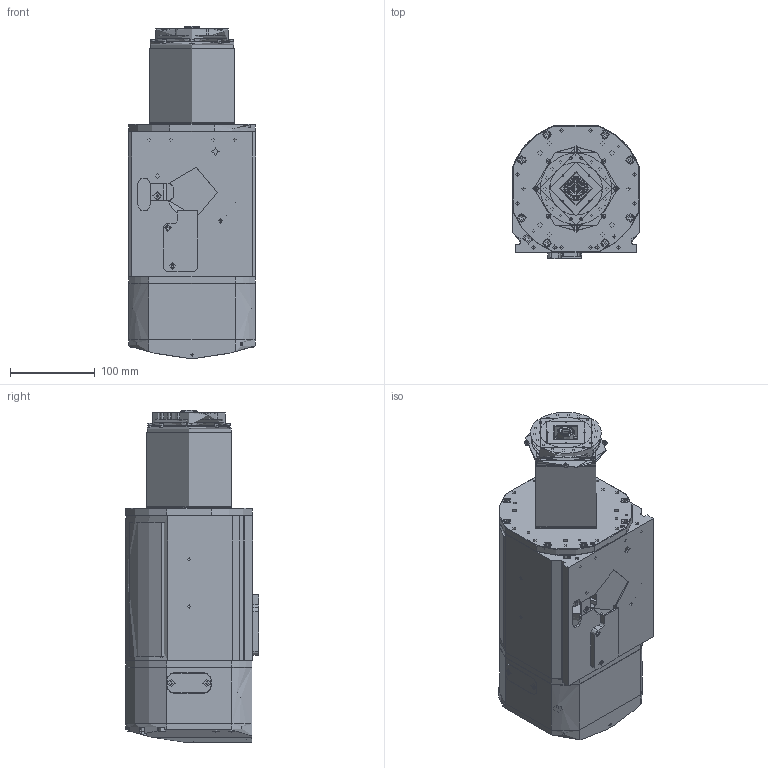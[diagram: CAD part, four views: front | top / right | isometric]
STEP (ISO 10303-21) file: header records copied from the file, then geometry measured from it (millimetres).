
FILE_DESCRIPTION (( 'STEP AP214' ), '1' );
FILE_NAME ('GDL75-HSK63F-24Z-17³¤±Ç¿î.STEP', '2024-10-08T03:12:26', ( '' ), ( '' ), 'SwSTEP 2.0', 'SolidWorks 2018', '' );
FILE_SCHEMA (( 'AUTOMOTIVE_DESIGN' ));
Length unit declared in the file: millimetre
Products named in the file (324): 活塞复位弹簧; 傷窒橈埽喳え; 粣創啎踡粟銅; 滅鳥裔; GBT70.1_M5¡Á80; 覃淕菜; 詩杶; HSK63F嶺蛈え; 71911-58隔圈; GBT70.1_M5¡Á12; ァ詰窒璃剞攜蚾饜; GBT70.1_M3｡ﾁ8; HSK63F嶺絮蛈; 壺鳥ァ裝; GBT70.1_M4¡Á16; 前轴承外圈锁紧螺母; GBT70.1_M4｡ﾁ6; 粣創71911C; DIN7984_M6℅16; GBT78_M4℅10; 綴粣創弅猾遠; 粣63F酗掏遴; 接近开关维护盖板; DIN7984_M6℅20; 諉輪羲壽嘐隅輸; 接近开关_刀具弹出; GBT70.1_M4¡Á10; 隅赽; GBT70.1_M4¡Á12; 秏秞ん; ァ郲; GBT77_M4｡ﾁ6; GBT70.3_M4¡Á10; GBT77_M6｡ﾁ6; ァ詰綴裔; GDL75-HSK63F-24Z-17酗掏遴; 粣創7008C; 儂褲; M10｡ﾁ1.5｡ﾁ10S4ﾂﾝｶ､; 揤盄啣 ...
Assembly tree (130 placements, depth 4):
  傷窒橈埽喳え
  GBT70.1_M5¡Á80
  覃淕菜
  詩杶
  HSK63F嶺蛈え
Bounding box: 150 x 157 x 391.3 mm (x, y, z)
Volume: 952854.1 mm3; surface area: 554002.4 mm2
Topology: 98 solids, 98 shells, 1891 faces, 4891 edges, 3257 vertices
Faces by surface type: plane 953, cylinder 613, cone 241, torus 79, bspline 5
Full cylindrical faces by diameter (mm): 1 x1, 2 x5, 2.4 x1, 2.496 x1, 2.5 x2, 3 x13, 3.2 x3, 3.3 x39, 3.5 x15, 4 x16, 4.2 x32, 4.5 x8, 5 x45, 5.2 x8, 5.4 x12, 5.5 x21, 6 x18, 6.3 x8, 6.4 x7, 6.5 x8, 6.8 x6, 7 x3, 8 x10, 8.376 x1, 8.5 x14, 9 x8, 9.73 x2, 9.8 x2, 10 x14, 10.5 x8
Entity records: 69644 total; most frequent: CARTESIAN_POINT 21072, DIRECTION 8597, ORIENTED_EDGE 7824, EDGE_CURVE 3912, AXIS2_PLACEMENT_3D 3450, VERTEX_POINT 2861, EDGE_LOOP 2853, FACE_OUTER_BOUND 2254
